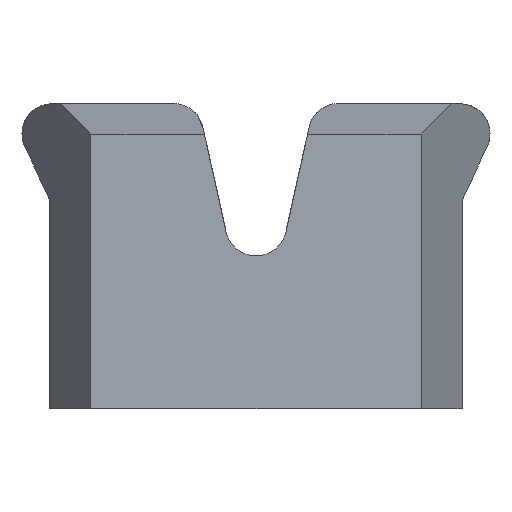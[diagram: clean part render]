
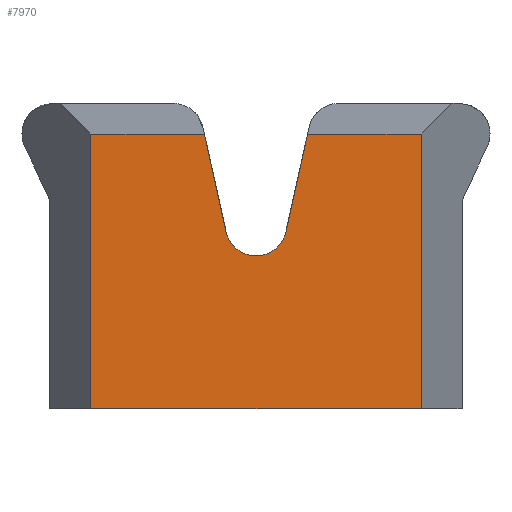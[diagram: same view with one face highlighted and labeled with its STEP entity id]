
A CAD part, left-side view. The second image highlights one B-rep face of the part: STEP entity #7970.
In plain terms, the highlighted face is planar.
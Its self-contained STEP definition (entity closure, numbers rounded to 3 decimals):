
#6690=CARTESIAN_POINT('',(42.338,40.557,-8.082))
;
#6700=VERTEX_POINT('',#6690);
#6820=CARTESIAN_POINT('',(42.338,40.557,-5.918))
;
#6830=VERTEX_POINT('',#6820);
#6860=CARTESIAN_POINT('',(42.338,40.557,0.));
#6870=DIRECTION('',(0.,0.,1.));
#6880=VECTOR('',#6870,1.);
#6890=LINE('',#6860,#6880);
#6900=EDGE_CURVE('',#6700,#6830,#6890,.T.);
#7340=CARTESIAN_POINT('',(40.667,40.557,-27.823))
;
#7350=DIRECTION('',(0.,-1.,0.));
#7360=DIRECTION('',(1.,0.,0.));
#7370=AXIS2_PLACEMENT_3D('',#7340,#7350,#7360);
#7380=PLANE('',#7370);
#7390=CARTESIAN_POINT('',(0.,40.557,-8.082));
#7400=DIRECTION('',(-1.,0.,0.));
#7410=VECTOR('',#7400,1.);
#7420=LINE('',#7390,#7410);
#7430=CARTESIAN_POINT('',(40.539,40.557,-8.082))
;
#7440=VERTEX_POINT('',#7430);
#7450=EDGE_CURVE('',#6700,#7440,#7420,.T.);
#7460=ORIENTED_EDGE('',*,*,#7450,.T.);
#7470=ORIENTED_EDGE('',*,*,#6900,.F.);
#7480=CARTESIAN_POINT('',(0.,40.557,-5.918));
#7490=DIRECTION('',(-1.,0.,0.));
#7500=VECTOR('',#7490,1.);
#7510=LINE('',#7480,#7500);
#7520=CARTESIAN_POINT('',(40.539,40.557,-5.918))
;
#7530=VERTEX_POINT('',#7520);
#7540=EDGE_CURVE('',#6830,#7530,#7510,.T.);
#7550=ORIENTED_EDGE('',*,*,#7540,.F.);
#7560=CARTESIAN_POINT('',(40.539,40.557,-6.188));
#7570=DIRECTION('',(0.,0.,-1.));
#7580=VECTOR('',#7570,1.);
#7590=LINE('',#7560,#7580);
#7600=CARTESIAN_POINT('',(40.539,40.557,-6.662))
;
#7610=VERTEX_POINT('',#7600);
#7620=EDGE_CURVE('',#7530,#7610,#7590,.T.);
#7630=ORIENTED_EDGE('',*,*,#7620,.F.);
#7640=CARTESIAN_POINT('',(0.,40.557,2.325));
#7650=DIRECTION('',(0.976,0.,
-0.216));
#7660=VECTOR('',#7650,1.);
#7670=LINE('',#7640,#7660);
#7680=CARTESIAN_POINT('',(41.181,40.557,-6.805))
;
#7690=VERTEX_POINT('',#7680);
#7700=EDGE_CURVE('',#7610,#7690,#7670,.T.);
#7710=ORIENTED_EDGE('',*,*,#7700,.F.);
#7720=CARTESIAN_POINT('',(41.138,40.557,-7.))
;
#7730=DIRECTION('',(0.,-1.,0.));
#7740=DIRECTION('',(1.,0.,0.));
#7750=AXIS2_PLACEMENT_3D('',#7720,#7730,#7740);
#7760=CIRCLE('',#7750,0.2);
#7770=CARTESIAN_POINT('',(41.181,40.557,-7.195))
;
#7780=VERTEX_POINT('',#7770);
#7790=EDGE_CURVE('',#7780,#7690,#7760,.T.);
#7800=ORIENTED_EDGE('',*,*,#7790,.T.);
#7810=CARTESIAN_POINT('',(0.,40.557,-16.325));
#7820=DIRECTION('',(-0.976,0.,
-0.216));
#7830=VECTOR('',#7820,1.);
#7840=LINE('',#7810,#7830);
#7850=CARTESIAN_POINT('',(40.539,40.557,-7.338))
;
#7860=VERTEX_POINT('',#7850);
#7870=EDGE_CURVE('',#7780,#7860,#7840,.T.);
#7880=ORIENTED_EDGE('',*,*,#7870,.F.);
#7890=CARTESIAN_POINT('',(40.539,40.557,-7.812))
;
#7900=DIRECTION('',(0.,0.,1.));
#7910=VECTOR('',#7900,1.);
#7920=LINE('',#7890,#7910);
#7930=EDGE_CURVE('',#7440,#7860,#7920,.T.);
#7940=ORIENTED_EDGE('',*,*,#7930,.T.);
#7950=EDGE_LOOP('',(#7940,#7880,#7800,#7710,#7630,#7550,#7470,#7460));
#7960=FACE_OUTER_BOUND('',#7950,.T.);
#7970=ADVANCED_FACE('',(#7960),#7380,.F.);
